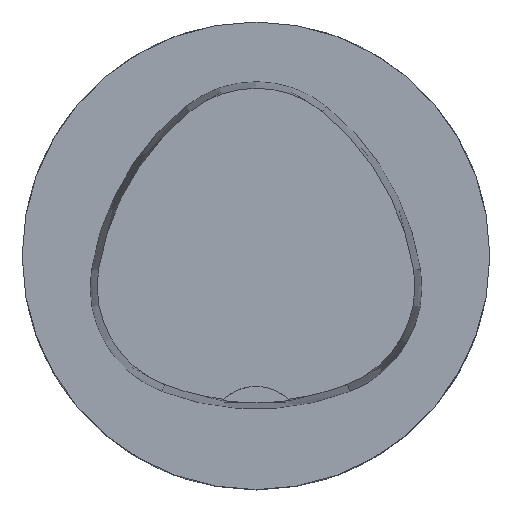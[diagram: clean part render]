
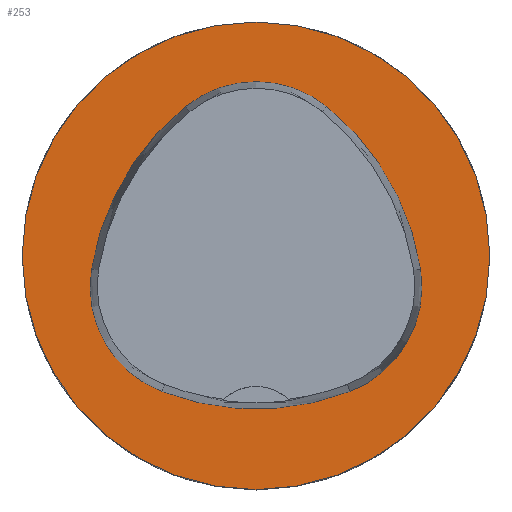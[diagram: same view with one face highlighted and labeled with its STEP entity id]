
A CAD part, top view. The second image highlights one B-rep face of the part: STEP entity #253.
In plain terms, the highlighted planar face has unit normal (0, 0, 1).
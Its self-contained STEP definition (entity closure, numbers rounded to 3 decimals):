
#199=PLANE('',#725);
#253=ADVANCED_FACE('',(#306,#307),#199,.T.);
#306=FACE_BOUND('',#354,.T.);
#307=FACE_BOUND('',#355,.T.);
#354=EDGE_LOOP('',(#459,#460,#461,#462,#463,#464));
#355=EDGE_LOOP('',(#465));
#459=ORIENTED_EDGE('',*,*,#616,.T.);
#460=ORIENTED_EDGE('',*,*,#596,.T.);
#461=ORIENTED_EDGE('',*,*,#600,.T.);
#462=ORIENTED_EDGE('',*,*,#603,.T.);
#463=ORIENTED_EDGE('',*,*,#606,.T.);
#464=ORIENTED_EDGE('',*,*,#614,.T.);
#465=ORIENTED_EDGE('',*,*,#587,.F.);
#536=VERTEX_POINT('',#1027);
#545=VERTEX_POINT('',#1046);
#546=VERTEX_POINT('',#1047);
#549=VERTEX_POINT('',#1055);
#551=VERTEX_POINT('',#1061);
#553=VERTEX_POINT('',#1067);
#560=VERTEX_POINT('',#1088);
#587=EDGE_CURVE('',#536,#536,#646,.T.);
#596=EDGE_CURVE('',#545,#546,#647,.T.);
#600=EDGE_CURVE('',#546,#549,#649,.T.);
#603=EDGE_CURVE('',#549,#551,#651,.T.);
#606=EDGE_CURVE('',#551,#553,#653,.T.);
#614=EDGE_CURVE('',#553,#560,#657,.T.);
#616=EDGE_CURVE('',#560,#545,#659,.T.);
#646=CIRCLE('',#697,25.);
#647=CIRCLE('',#703,28.);
#649=CIRCLE('',#706,12.);
#651=CIRCLE('',#709,28.);
#653=CIRCLE('',#712,12.);
#657=CIRCLE('',#717,28.);
#659=CIRCLE('',#720,12.);
#697=AXIS2_PLACEMENT_3D('',#1026,#814,#815);
#703=AXIS2_PLACEMENT_3D('',#1045,#830,#831);
#706=AXIS2_PLACEMENT_3D('',#1054,#838,#839);
#709=AXIS2_PLACEMENT_3D('',#1060,#845,#846);
#712=AXIS2_PLACEMENT_3D('',#1066,#852,#853);
#717=AXIS2_PLACEMENT_3D('',#1089,#864,#865);
#720=AXIS2_PLACEMENT_3D('',#1092,#870,#871);
#725=AXIS2_PLACEMENT_3D('',#1097,#880,#881);
#814=DIRECTION('',(0.,0.,-1.));
#815=DIRECTION('',(-1.,0.,0.));
#830=DIRECTION('',(0.,0.,-1.));
#831=DIRECTION('',(-1.,0.,0.));
#838=DIRECTION('',(0.,0.,-1.));
#839=DIRECTION('',(-1.,0.,0.));
#845=DIRECTION('',(0.,0.,-1.));
#846=DIRECTION('',(-1.,0.,0.));
#852=DIRECTION('',(0.,0.,-1.));
#853=DIRECTION('',(-1.,0.,0.));
#864=DIRECTION('',(0.,0.,-1.));
#865=DIRECTION('',(-1.,0.,0.));
#870=DIRECTION('',(0.,0.,-1.));
#871=DIRECTION('',(-1.,0.,0.));
#880=DIRECTION('',(0.,0.,1.));
#881=DIRECTION('',(1.,0.,0.));
#1026=CARTESIAN_POINT('',(0.,0.,0.));
#1027=CARTESIAN_POINT('',(-25.,0.,0.));
#1045=CARTESIAN_POINT('',(10.068,-5.824,0.));
#1046=CARTESIAN_POINT('',(-17.584,-1.424,0.));
#1047=CARTESIAN_POINT('',(-7.531,15.953,0.));
#1054=CARTESIAN_POINT('',(0.011,6.62,0.));
#1055=CARTESIAN_POINT('',(7.567,15.942,0.));
#1060=CARTESIAN_POINT('',(-10.063,-5.81,0.));
#1061=CARTESIAN_POINT('',(17.59,-1.418,0.));
#1066=CARTESIAN_POINT('',(5.739,-3.3,0.));
#1067=CARTESIAN_POINT('',(10.05,-14.499,0.));
#1088=CARTESIAN_POINT('',(-10.025,-14.516,0.));
#1089=CARTESIAN_POINT('',(-0.01,11.631,0.));
#1092=CARTESIAN_POINT('',(-5.733,-3.31,0.));
#1097=CARTESIAN_POINT('',(0.,0.,0.));
